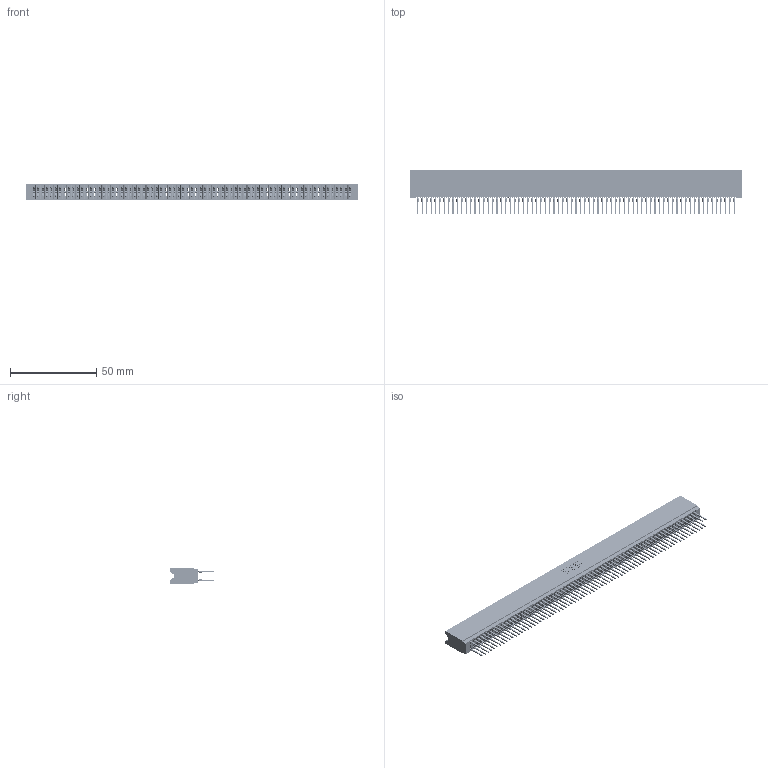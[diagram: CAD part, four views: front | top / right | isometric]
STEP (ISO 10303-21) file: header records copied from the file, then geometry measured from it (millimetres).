
FILE_DESCRIPTION (( 'STEP AP203' ), '1' );
FILE_NAME ('745-146-522-206.STEP', '2026-02-27T04:29:51', ( '' ), ( '' ), 'SwSTEP 2.0', 'SolidWorks 2023', '' );
FILE_SCHEMA (( 'CONFIG_CONTROL_DESIGN' ));
Length unit declared in the file: millimetre
Products named in the file (3): 745 Part_Insulator Option - 06; 745-292-001_522; 745-146-522-206
Assembly tree (147 placements, depth 2):
  745-146-522-206
    745 Part_Insulator Option - 06
    745-292-001_522  x146
Bounding box: 192.02 x 25.92 x 8.89 mm (x, y, z)
Volume: 17237.9 mm3; surface area: 36293.9 mm2
Topology: 147 solids, 147 shells, 13163 faces, 35373 edges, 22218 vertices
Faces by surface type: plane 6772, bspline 2920, cylinder 2595, torus 876
Entity records: 118685 total; most frequent: CARTESIAN_POINT 21078, ORIENTED_EDGE 20576, DIRECTION 17948, EDGE_CURVE 10288, VECTOR 9668, LINE 9668, VERTEX_POINT 6558, AXIS2_PLACEMENT_3D 4140
